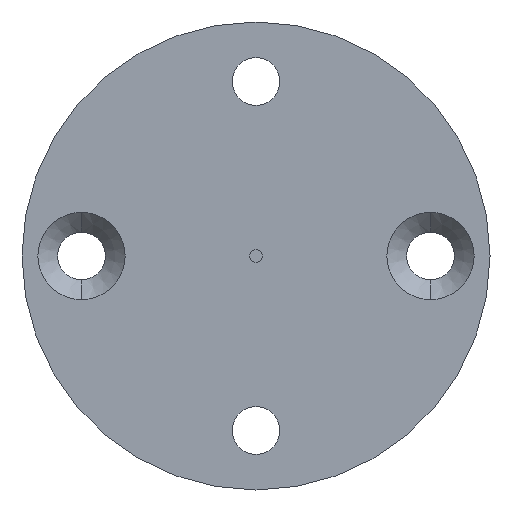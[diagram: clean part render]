
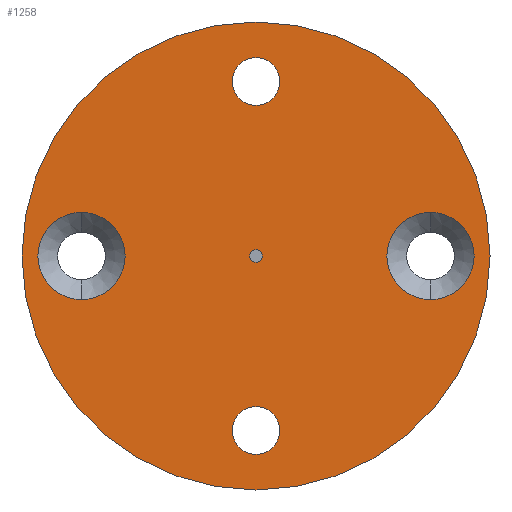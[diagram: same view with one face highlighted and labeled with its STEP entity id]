
A CAD part, left-side view. The second image highlights one B-rep face of the part: STEP entity #1258.
In plain terms, the highlighted planar face has unit normal (-1, 0, 0).
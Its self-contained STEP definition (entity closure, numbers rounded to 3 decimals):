
#19 = ORIENTED_EDGE ( 'NONE', *, *, #4417, .F. ) ;
#36 = CIRCLE ( 'NONE', #4969, 2.75 ) ;
#44 = ORIENTED_EDGE ( 'NONE', *, *, #4750, .F. ) ;
#244 = CARTESIAN_POINT ( 'NONE',  ( -17., -11., 0. ) ) ;
#246 = AXIS2_PLACEMENT_3D ( 'NONE', #1574, #1469, #2141 ) ;
#249 = ORIENTED_EDGE ( 'NONE', *, *, #2681, .F. ) ;
#263 = CARTESIAN_POINT ( 'NONE',  ( -17., 0., 0. ) ) ;
#269 = DIRECTION ( 'NONE',  ( 0., 0., 1. ) ) ;
#281 = FACE_BOUND ( 'NONE', #6522, .T. ) ;
#459 = ORIENTED_EDGE ( 'NONE', *, *, #5910, .F. ) ;
#461 = VERTEX_POINT ( 'NONE', #2837 ) ;
#531 = DIRECTION ( 'NONE',  ( 0., 0., 1. ) ) ;
#634 = EDGE_CURVE ( 'NONE', #5979, #3300, #36, .T. ) ;
#694 = ORIENTED_EDGE ( 'NONE', *, *, #1810, .F. ) ;
#818 = DIRECTION ( 'NONE',  ( 0., 0., 1. ) ) ;
#838 = AXIS2_PLACEMENT_3D ( 'NONE', #6765, #2568, #818 ) ;
#886 = AXIS2_PLACEMENT_3D ( 'NONE', #2741, #5464, #2213 ) ;
#956 = VERTEX_POINT ( 'NONE', #5053 ) ;
#1105 = AXIS2_PLACEMENT_3D ( 'NONE', #5874, #2674, #6457 ) ;
#1110 = DIRECTION ( 'NONE',  ( 0., 0., 1. ) ) ;
#1203 = CIRCLE ( 'NONE', #4890, 14.75 ) ;
#1208 = VERTEX_POINT ( 'NONE', #5828 ) ;
#1213 = FACE_OUTER_BOUND ( 'NONE', #4304, .T. ) ;
#1258 = ADVANCED_FACE ( 'Defeature ausgef�hrt1_0', ( #1213, #2181, #6004, #281, #7024, #4387 ), #5933, .F. ) ;
#1297 = VERTEX_POINT ( 'NONE', #3739 ) ;
#1445 = ORIENTED_EDGE ( 'NONE', *, *, #1917, .F. ) ;
#1469 = DIRECTION ( 'NONE',  ( -1., 0., 0. ) ) ;
#1574 = CARTESIAN_POINT ( 'NONE',  ( -17., 0., -11. ) ) ;
#1638 = CARTESIAN_POINT ( 'NONE',  ( -17., -11., -2.75 ) ) ;
#1658 = DIRECTION ( 'NONE',  ( 0., 0., -1. ) ) ;
#1679 = CIRCLE ( 'NONE', #4986, 1.5 ) ;
#1810 = EDGE_CURVE ( 'NONE', #3300, #5979, #3036, .T. ) ;
#1865 = CARTESIAN_POINT ( 'NONE',  ( -17., 11., 0. ) ) ;
#1871 = CARTESIAN_POINT ( 'NONE',  ( -17., 0., 0. ) ) ;
#1917 = EDGE_CURVE ( 'NONE', #3693, #3975, #1203, .T. ) ;
#1990 = ORIENTED_EDGE ( 'NONE', *, *, #4626, .F. ) ;
#2052 = AXIS2_PLACEMENT_3D ( 'NONE', #4291, #5409, #1658 ) ;
#2141 = DIRECTION ( 'NONE',  ( 0., 0., 1. ) ) ;
#2181 = FACE_BOUND ( 'NONE', #3512, .T. ) ;
#2183 = ORIENTED_EDGE ( 'NONE', *, *, #4099, .F. ) ;
#2213 = DIRECTION ( 'NONE',  ( 0., 0., 1. ) ) ;
#2424 = EDGE_LOOP ( 'NONE', ( #44, #459 ) ) ;
#2432 = VERTEX_POINT ( 'NONE', #4071 ) ;
#2442 = DIRECTION ( 'NONE',  ( -1., 0., 0. ) ) ;
#2568 = DIRECTION ( 'NONE',  ( -1., 0., 0. ) ) ;
#2667 = VERTEX_POINT ( 'NONE', #6742 ) ;
#2674 = DIRECTION ( 'NONE',  ( -1., 0., 0. ) ) ;
#2681 = EDGE_CURVE ( 'NONE', #3764, #956, #6555, .T. ) ;
#2710 = DIRECTION ( 'NONE',  ( 0., 0., -1. ) ) ;
#2719 = CIRCLE ( 'NONE', #2052, 0.4 ) ;
#2727 = CIRCLE ( 'NONE', #3382, 2.75 ) ;
#2741 = CARTESIAN_POINT ( 'NONE',  ( -17., 11., 0. ) ) ;
#2812 = CIRCLE ( 'NONE', #3120, 1.5 ) ;
#2837 = CARTESIAN_POINT ( 'NONE',  ( -17., 0., 9.5 ) ) ;
#2856 = CARTESIAN_POINT ( 'NONE',  ( -17., 0., 0.4 ) ) ;
#2986 = DIRECTION ( 'NONE',  ( 0., 0., 1. ) ) ;
#3036 = CIRCLE ( 'NONE', #838, 2.75 ) ;
#3120 = AXIS2_PLACEMENT_3D ( 'NONE', #6578, #4979, #531 ) ;
#3190 = DIRECTION ( 'NONE',  ( -1., 0., 0. ) ) ;
#3300 = VERTEX_POINT ( 'NONE', #4728 ) ;
#3382 = AXIS2_PLACEMENT_3D ( 'NONE', #1865, #2442, #2986 ) ;
#3403 = EDGE_CURVE ( 'NONE', #1208, #2667, #4873, .T. ) ;
#3512 = EDGE_LOOP ( 'NONE', ( #2183, #19 ) ) ;
#3654 = DIRECTION ( 'NONE',  ( 0., 0., 1. ) ) ;
#3693 = VERTEX_POINT ( 'NONE', #4677 ) ;
#3739 = CARTESIAN_POINT ( 'NONE',  ( -17., 0., -9.5 ) ) ;
#3763 = EDGE_LOOP ( 'NONE', ( #3919, #249 ) ) ;
#3764 = VERTEX_POINT ( 'NONE', #2856 ) ;
#3771 = CARTESIAN_POINT ( 'NONE',  ( -17., 0., 14.75 ) ) ;
#3919 = ORIENTED_EDGE ( 'NONE', *, *, #5285, .F. ) ;
#3975 = VERTEX_POINT ( 'NONE', #3771 ) ;
#4071 = CARTESIAN_POINT ( 'NONE',  ( -17., 0., -12.5 ) ) ;
#4099 = EDGE_CURVE ( 'NONE', #1297, #2432, #6293, .T. ) ;
#4209 = VERTEX_POINT ( 'NONE', #4629 ) ;
#4226 = ORIENTED_EDGE ( 'NONE', *, *, #634, .F. ) ;
#4278 = DIRECTION ( 'NONE',  ( 1., 0., 0. ) ) ;
#4291 = CARTESIAN_POINT ( 'NONE',  ( -17., 0., 0. ) ) ;
#4304 = EDGE_LOOP ( 'NONE', ( #4454, #1445 ) ) ;
#4387 = FACE_BOUND ( 'NONE', #3763, .T. ) ;
#4417 = EDGE_CURVE ( 'NONE', #2432, #1297, #6811, .T. ) ;
#4454 = ORIENTED_EDGE ( 'NONE', *, *, #6856, .F. ) ;
#4584 = EDGE_LOOP ( 'NONE', ( #694, #4226 ) ) ;
#4626 = EDGE_CURVE ( 'NONE', #2667, #1208, #2727, .T. ) ;
#4629 = CARTESIAN_POINT ( 'NONE',  ( -17., 0., 12.5 ) ) ;
#4661 = DIRECTION ( 'NONE',  ( -1., 0., 0. ) ) ;
#4677 = CARTESIAN_POINT ( 'NONE',  ( -17., 0., -14.75 ) ) ;
#4728 = CARTESIAN_POINT ( 'NONE',  ( -17., -11., 2.75 ) ) ;
#4750 = EDGE_CURVE ( 'NONE', #4209, #461, #1679, .T. ) ;
#4768 = AXIS2_PLACEMENT_3D ( 'NONE', #6561, #6106, #1110 ) ;
#4873 = CIRCLE ( 'NONE', #886, 2.75 ) ;
#4890 = AXIS2_PLACEMENT_3D ( 'NONE', #263, #4278, #6934 ) ;
#4969 = AXIS2_PLACEMENT_3D ( 'NONE', #244, #5176, #269 ) ;
#4979 = DIRECTION ( 'NONE',  ( -1., 0., 0. ) ) ;
#4986 = AXIS2_PLACEMENT_3D ( 'NONE', #6444, #3190, #3654 ) ;
#5053 = CARTESIAN_POINT ( 'NONE',  ( -17., 0., -0.4 ) ) ;
#5176 = DIRECTION ( 'NONE',  ( -1., 0., 0. ) ) ;
#5238 = ORIENTED_EDGE ( 'NONE', *, *, #3403, .F. ) ;
#5285 = EDGE_CURVE ( 'NONE', #956, #3764, #2719, .T. ) ;
#5409 = DIRECTION ( 'NONE',  ( -1., 0., 0. ) ) ;
#5464 = DIRECTION ( 'NONE',  ( -1., 0., 0. ) ) ;
#5643 = AXIS2_PLACEMENT_3D ( 'NONE', #5900, #6466, #2710 ) ;
#5686 = DIRECTION ( 'NONE',  ( 0., 0., -1. ) ) ;
#5695 = AXIS2_PLACEMENT_3D ( 'NONE', #1871, #4661, #5686 ) ;
#5828 = CARTESIAN_POINT ( 'NONE',  ( -17., 11., -2.75 ) ) ;
#5874 = CARTESIAN_POINT ( 'NONE',  ( -17., 0., -11. ) ) ;
#5900 = CARTESIAN_POINT ( 'NONE',  ( -17., 0., 0. ) ) ;
#5910 = EDGE_CURVE ( 'NONE', #461, #4209, #2812, .T. ) ;
#5933 = PLANE ( 'NONE',  #5643 ) ;
#5979 = VERTEX_POINT ( 'NONE', #1638 ) ;
#6004 = FACE_BOUND ( 'NONE', #4584, .T. ) ;
#6106 = DIRECTION ( 'NONE',  ( 1., 0., 0. ) ) ;
#6293 = CIRCLE ( 'NONE', #246, 1.5 ) ;
#6444 = CARTESIAN_POINT ( 'NONE',  ( -17., 0., 11. ) ) ;
#6457 = DIRECTION ( 'NONE',  ( 0., 0., 1. ) ) ;
#6466 = DIRECTION ( 'NONE',  ( 1., 0., 0. ) ) ;
#6522 = EDGE_LOOP ( 'NONE', ( #1990, #5238 ) ) ;
#6555 = CIRCLE ( 'NONE', #5695, 0.4 ) ;
#6561 = CARTESIAN_POINT ( 'NONE',  ( -17., 0., 0. ) ) ;
#6578 = CARTESIAN_POINT ( 'NONE',  ( -17., 0., 11. ) ) ;
#6742 = CARTESIAN_POINT ( 'NONE',  ( -17., 11., 2.75 ) ) ;
#6765 = CARTESIAN_POINT ( 'NONE',  ( -17., -11., 0. ) ) ;
#6811 = CIRCLE ( 'NONE', #1105, 1.5 ) ;
#6856 = EDGE_CURVE ( 'NONE', #3975, #3693, #7036, .T. ) ;
#6934 = DIRECTION ( 'NONE',  ( 0., 0., 1. ) ) ;
#7024 = FACE_BOUND ( 'NONE', #2424, .T. ) ;
#7036 = CIRCLE ( 'NONE', #4768, 14.75 ) ;
